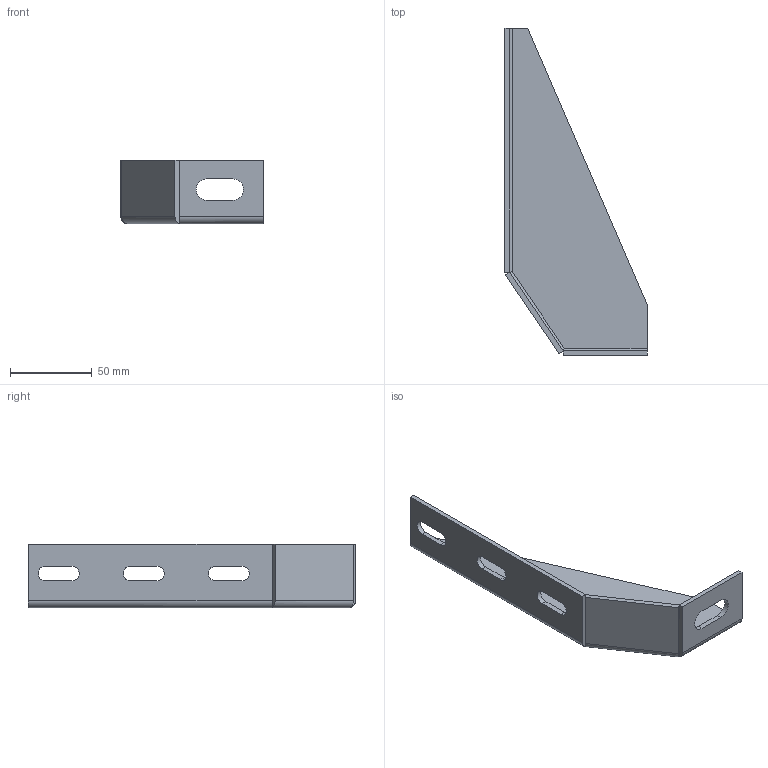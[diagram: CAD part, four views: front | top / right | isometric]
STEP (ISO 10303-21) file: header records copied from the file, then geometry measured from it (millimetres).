
FILE_DESCRIPTION(/* description */ ('STEP AP214'),/* implementation_level */ '2;1');
FILE_NAME(/* name */ '093B2001V',/* time_stamp */ '2022-09-13T12:12:52+02:00',/* author */ ('License CC BY-ND 4.0'),/* organization */ ('CADENAS'),/* preprocessor_version */ 'ST-DEVELOPER v18.102',/* originating_system */ 'PARTsolutions',/* authorisation */ ' ');
FILE_SCHEMA (('AUTOMOTIVE_DESIGN {1 0 10303 214 3 1 1}'));
Length unit declared in the file: millimetre
Products named in the file (1): 093B2001V
Bounding box: 87 x 200 x 39 mm (x, y, z)
Volume: 55140 mm3; surface area: 39643.2 mm2
Topology: 1 solids, 1 shells, 40 faces, 113 edges, 75 vertices
Faces by surface type: plane 26, cylinder 14
Entity records: 1350 total; most frequent: DIRECTION 230, CARTESIAN_POINT 229, ORIENTED_EDGE 226, EDGE_CURVE 113, LINE 78, VECTOR 78, AXIS2_PLACEMENT_3D 76, VERTEX_POINT 75
